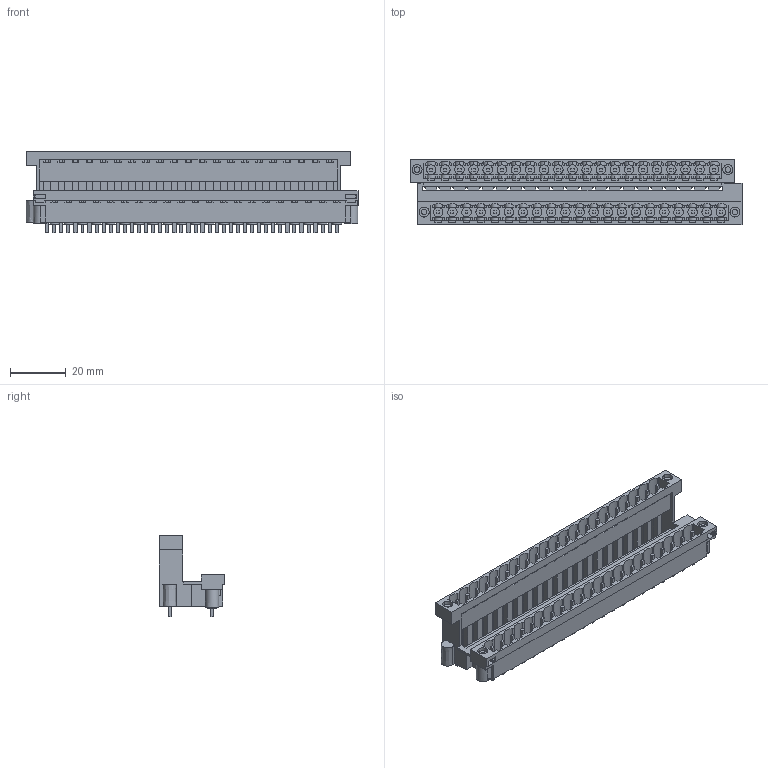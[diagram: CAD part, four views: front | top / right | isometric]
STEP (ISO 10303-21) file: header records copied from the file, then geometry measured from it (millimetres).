
FILE_DESCRIPTION(('CATIA V5 STEP Exchange','CAx-IF Rec.Pracs.--- Model Styling and Organization---1.2---2011-12-15'),'2;1');
FILE_NAME ('D1458682_0_1889400000_1889400000.stp','2018-04-19T11:19:54+00:00',('none'),('Weidmueller'),'CATIA Version 5-6 Release 2014','CATIA V5 STEP AP214','none');
FILE_SCHEMA(('AUTOMOTIVE_DESIGN { 1 0 10303 214 1 1 1 1 }'));
Products named in the file (1): 1889400000
Bounding box: 119.38 x 23.67 x 29.36 mm (x, y, z)
Volume: 17350.9 mm3; surface area: 33198.7 mm2
Topology: 47 solids, 68 shells, 1994 faces, 6429 edges, 4494 vertices
Faces by surface type: plane 1632, cylinder 358, extrusion 4
Entity records: 67611 total; most frequent: CARTESIAN_POINT 15337, ORIENTED_EDGE 12858, DIRECTION 7776, EDGE_CURVE 6429, VECTOR 5161, LINE 5157, VERTEX_POINT 4494, EDGE_LOOP 2147
